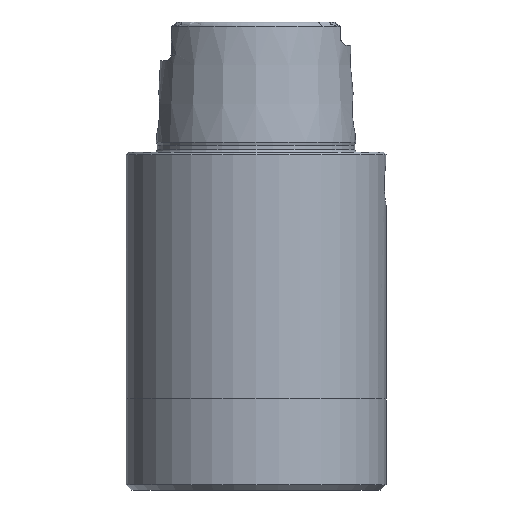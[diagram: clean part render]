
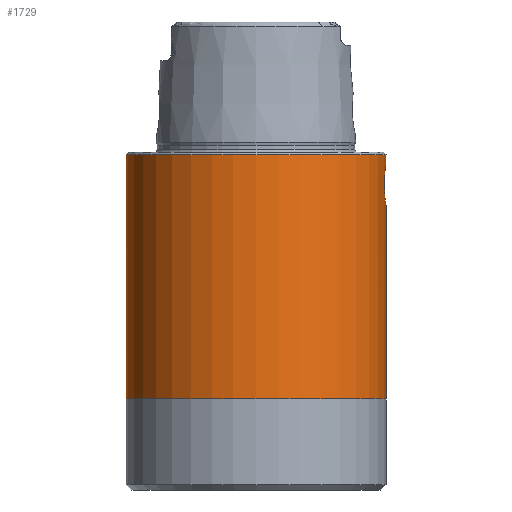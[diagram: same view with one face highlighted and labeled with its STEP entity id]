
A CAD part, left-side view. The second image highlights one B-rep face of the part: STEP entity #1729.
In plain terms, the highlighted cylindrical face has radius 25 mm (diameter 50 mm), a full revolution.
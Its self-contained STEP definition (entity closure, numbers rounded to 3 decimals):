
#161=CYLINDRICAL_SURFACE('',#1862,25.);
#216=CIRCLE('',#1863,25.);
#217=CIRCLE('',#1864,25.);
#479=ORIENTED_EDGE('',*,*,#694,.F.);
#480=ORIENTED_EDGE('',*,*,#695,.T.);
#481=ORIENTED_EDGE('',*,*,#696,.T.);
#482=ORIENTED_EDGE('',*,*,#697,.F.);
#694=EDGE_CURVE('',#810,#810,#216,.T.);
#695=EDGE_CURVE('',#811,#811,#879,.T.);
#696=EDGE_CURVE('',#812,#812,#880,.T.);
#697=EDGE_CURVE('',#813,#813,#217,.T.);
#810=VERTEX_POINT('',#2818);
#811=VERTEX_POINT('',#2830);
#812=VERTEX_POINT('',#2842);
#813=VERTEX_POINT('',#2844);
#879=B_SPLINE_CURVE_WITH_KNOTS('',3,(#2819,#2820,#2821,#2822,#2823,#2824,
#2825,#2826,#2827,#2828,#2829),.UNSPECIFIED.,.T.,.F.,(1,1,1,1,1,1,1,1,1,
1,1,1,1,1,1),(-0.009,-0.006,-0.003,
0.,0.003,0.006,0.009,
0.013,0.016,0.019,0.022,
0.025,0.028,0.031,0.034),
 .UNSPECIFIED.);
#880=B_SPLINE_CURVE_WITH_KNOTS('',3,(#2831,#2832,#2833,#2834,#2835,#2836,
#2837,#2838,#2839,#2840,#2841),.UNSPECIFIED.,.T.,.F.,(1,1,1,1,1,1,1,1,1,
1,1,1,1,1,1),(-0.002,-0.002,-0.001,
0.,0.001,0.002,0.002,
0.003,0.004,0.005,0.005,
0.006,0.007,0.008,0.008),
 .UNSPECIFIED.);
#953=EDGE_LOOP('',(#479));
#954=EDGE_LOOP('',(#480));
#955=EDGE_LOOP('',(#481));
#956=EDGE_LOOP('',(#482));
#1067=FACE_BOUND('',#953,.T.);
#1068=FACE_BOUND('',#954,.T.);
#1069=FACE_BOUND('',#955,.T.);
#1070=FACE_BOUND('',#956,.T.);
#1729=ADVANCED_FACE('',(#1067,#1068,#1069,#1070),#161,.T.);
#1862=AXIS2_PLACEMENT_3D('',#2816,#2157,#2158);
#1863=AXIS2_PLACEMENT_3D('',#2817,#2159,#2160);
#1864=AXIS2_PLACEMENT_3D('',#2843,#2161,#2162);
#2157=DIRECTION('',(0.,0.,1.));
#2158=DIRECTION('',(1.,0.,0.));
#2159=DIRECTION('',(0.,0.,1.));
#2160=DIRECTION('',(1.,0.,0.));
#2161=DIRECTION('',(0.,0.,-1.));
#2162=DIRECTION('',(1.,0.,0.));
#2816=CARTESIAN_POINT('',(0.,0.,60.));
#2817=CARTESIAN_POINT('',(0.,0.,-0.5));
#2818=CARTESIAN_POINT('',(25.,0.,-0.5));
#2819=CARTESIAN_POINT('',(3.138,-24.84,-9.382));
#2820=CARTESIAN_POINT('',(-0.001,-25.08,-10.684));
#2821=CARTESIAN_POINT('',(-3.135,-24.84,-9.383));
#2822=CARTESIAN_POINT('',(-4.432,-24.597,-6.254));
#2823=CARTESIAN_POINT('',(-3.136,-24.84,-3.116));
#2824=CARTESIAN_POINT('',(-0.001,-25.08,-1.818));
#2825=CARTESIAN_POINT('',(3.131,-24.84,-3.112));
#2826=CARTESIAN_POINT('',(4.433,-24.597,-6.247));
#2827=CARTESIAN_POINT('',(3.138,-24.84,-9.382));
#2828=CARTESIAN_POINT('',(-0.001,-25.08,-10.684));
#2829=CARTESIAN_POINT('',(-3.135,-24.84,-9.383));
#2830=CARTESIAN_POINT('',(0.,-25.,-10.25));
#2831=CARTESIAN_POINT('',(0.285,25.003,-9.427));
#2832=CARTESIAN_POINT('',(-0.55,24.997,-9.545));
#2833=CARTESIAN_POINT('',(-1.034,24.978,-10.224));
#2834=CARTESIAN_POINT('',(-0.931,24.983,-11.044));
#2835=CARTESIAN_POINT('',(-0.284,25.003,-11.573));
#2836=CARTESIAN_POINT('',(0.549,24.997,-11.454));
#2837=CARTESIAN_POINT('',(1.034,24.978,-10.777));
#2838=CARTESIAN_POINT('',(0.931,24.983,-9.956));
#2839=CARTESIAN_POINT('',(0.285,25.003,-9.427));
#2840=CARTESIAN_POINT('',(-0.55,24.997,-9.545));
#2841=CARTESIAN_POINT('',(-1.034,24.978,-10.224));
#2842=CARTESIAN_POINT('',(-0.491,24.995,-9.639));
#2843=CARTESIAN_POINT('',(0.,0.,-47.5));
#2844=CARTESIAN_POINT('',(25.,0.,-47.5));
